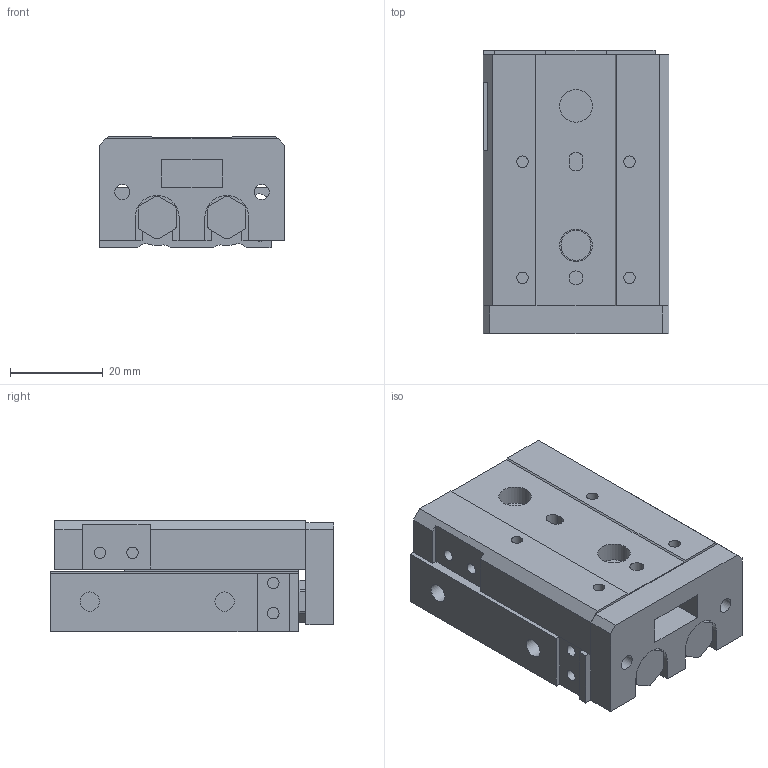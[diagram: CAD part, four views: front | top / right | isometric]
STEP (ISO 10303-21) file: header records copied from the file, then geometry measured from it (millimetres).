
FILE_DESCRIPTION(/* description */ ('Unknown'),/* implementation_level */ '2;1');
FILE_NAME(/* name */ '滑台气缸-HMXS系列-缸径8',/* time_stamp */ '2023-11-22T09:01:21+08:00',/* author */ ('Unknown'),/* organization */ ('Unknown'),/* preprocessor_version */ 'ST-DEVELOPER v16.7',/* originating_system */ 'Nex3D',/* authorisation */ 'Unknown');
FILE_SCHEMA (('AUTOMOTIVE_DESIGN {1 0 10303 214 3 1 1}'));
Length unit declared in the file: millimetre
Products named in the file (3): ｻｬﾌｨﾆﾗ-HMXSﾏｵ; HMXS8缸镐綋; HMXS8ｻｬ
Assembly tree (2 placements, depth 2):
  ｻｬﾌｨﾆﾗ-HMXSﾏｵ
    HMXS8缸镐綋
    HMXS8ｻｬ
Bounding box: 40 x 61 x 24 mm (x, y, z)
Volume: 39437.3 mm3; surface area: 23148.6 mm2
Topology: 6 solids, 6 shells, 212 faces, 525 edges, 351 vertices
Faces by surface type: plane 142, cylinder 70
Full cylindrical faces by diameter (mm): 2.459 x12, 3 x1, 3.242 x4, 4 x2, 4.134 x2, 6.5 x3, 7 x2, 8 x4, 10 x2
Entity records: 7195 total; most frequent: DIRECTION 1060, CARTESIAN_POINT 1053, ORIENTED_EDGE 980, EDGE_CURVE 490, AXIS2_PLACEMENT_3D 355, LINE 350, VECTOR 350, VERTEX_POINT 348
